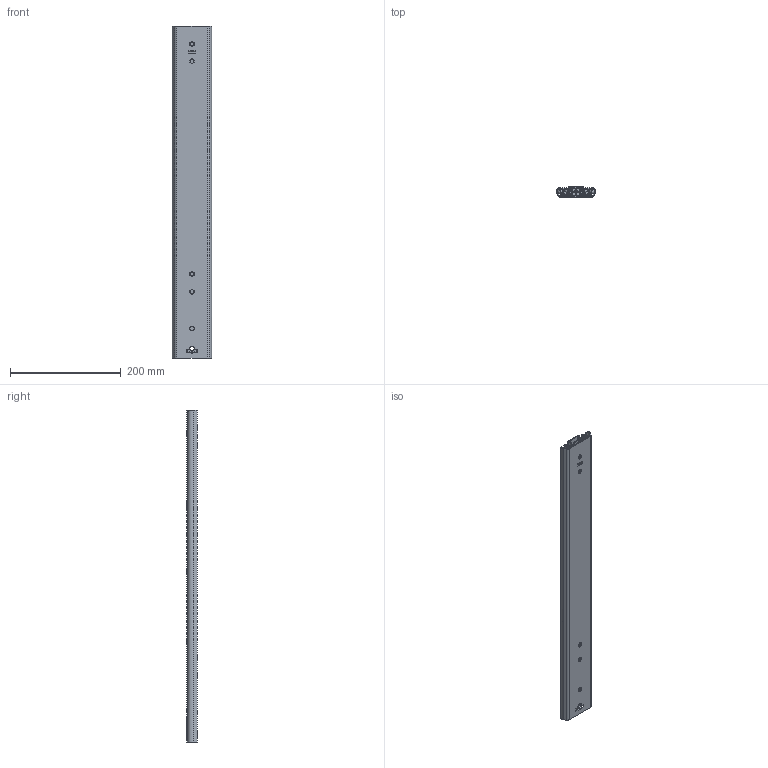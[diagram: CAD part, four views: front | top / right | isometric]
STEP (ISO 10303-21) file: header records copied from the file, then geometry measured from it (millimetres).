
FILE_DESCRIPTION((''),'2;1');
FILE_NAME('101-S27_ASM','2015-05-13T',('w.jans'),(''),'PRO/ENGINEER BY PARAMETRIC TECHNOLOGY CORPORATION, 2003450','PRO/ENGINEER BY PARAMETRIC TECHNOLOGY CORPORATION, 2003450','');
FILE_SCHEMA(('CONFIG_CONTROL_DESIGN'));
Length unit declared in the file: millimetre
Products named in the file (14): 101-S27-SKEL; 511-01-S27-TA1; 511-01-S27-TA1_ASM; 515-4XX-01-S27; 911-073; 515-4XX-01-S27_ASM; 512-01-S27-TA2; 512-01-S27-TA2_ASM; 515-5XX-01-S27; 911-078; 515-5XX-01-S27_ASM; 513-01-S27-TA3; 513-01-S27-TA3_ASM; 101-S27_ASM
Assembly tree (67 placements, depth 3):
  101-S27_ASM
    101-S27-SKEL
    511-01-S27-TA1_ASM
      511-01-S27-TA1
    515-4XX-01-S27_ASM
      515-4XX-01-S27
      911-073  x30
    512-01-S27-TA2_ASM
      512-01-S27-TA2
    515-5XX-01-S27_ASM
      515-5XX-01-S27
      911-078  x26
    513-01-S27-TA3_ASM
      513-01-S27-TA3
Bounding box: 70.9 x 18.4 x 600 mm (x, y, z)
Volume: 301573.6 mm3; surface area: 363533.7 mm2
Topology: 61 solids, 61 shells, 1292 faces, 3753 edges, 2344 vertices
Faces by surface type: plane 636, cylinder 510, sphere 112, cone 34
Entity records: 41992 total; most frequent: CARTESIAN_POINT 9335, DIRECTION 6873, ORIENTED_EDGE 6842, EDGE_CURVE 3421, AXIS2_PLACEMENT_3D 2313, VECTOR 2247, LINE 2247, VERTEX_POINT 2236
